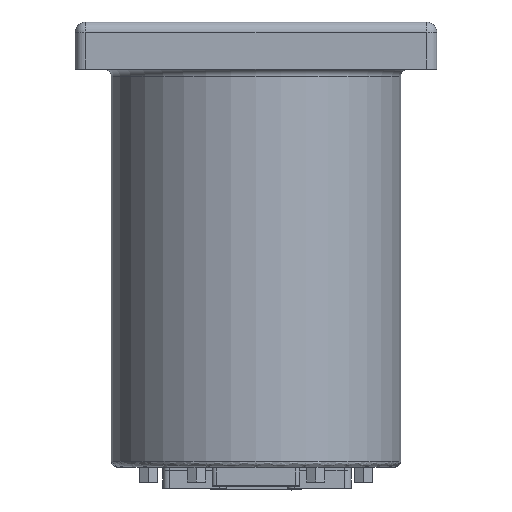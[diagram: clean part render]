
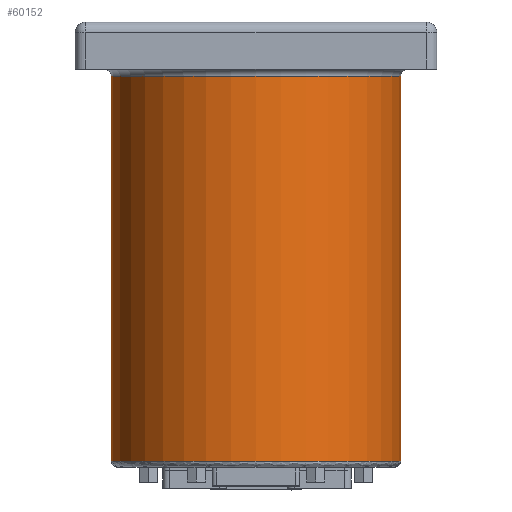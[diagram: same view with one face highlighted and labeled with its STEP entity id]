
A CAD part, front view. The second image highlights one B-rep face of the part: STEP entity #60152.
In plain terms, the highlighted cylindrical face has radius 40 mm (diameter 80 mm), a full revolution.
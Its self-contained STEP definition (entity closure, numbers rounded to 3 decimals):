
#52738 = TOROIDAL_SURFACE('',#52739,42.,2.);
#52739 = AXIS2_PLACEMENT_3D('',#52740,#52741,#52742);
#52740 = CARTESIAN_POINT('',(148.179,83.368,
    143.007));
#52741 = DIRECTION('',(0.,0.,1.));
#52742 = DIRECTION('',(1.,0.,0.));
#57113 = VERTEX_POINT('',#57114);
#57114 = CARTESIAN_POINT('',(188.179,83.368,
    143.007));
#57136 = EDGE_CURVE('',#57113,#57113,#57137,.T.);
#57137 = SURFACE_CURVE('',#57138,(#57143,#57150),.PCURVE_S1.);
#57138 = CIRCLE('',#57139,40.);
#57139 = AXIS2_PLACEMENT_3D('',#57140,#57141,#57142);
#57140 = CARTESIAN_POINT('',(148.179,83.368,
    143.007));
#57141 = DIRECTION('',(0.,0.,1.));
#57142 = DIRECTION('',(1.,0.,0.));
#57143 = PCURVE('',#52738,#57144);
#57144 = DEFINITIONAL_REPRESENTATION('',(#57145),#57149);
#57145 = LINE('',#57146,#57147);
#57146 = CARTESIAN_POINT('',(0.,3.142));
#57147 = VECTOR('',#57148,1.);
#57148 = DIRECTION('',(1.,0.));
#57149 = ( GEOMETRIC_REPRESENTATION_CONTEXT(2) 
PARAMETRIC_REPRESENTATION_CONTEXT() REPRESENTATION_CONTEXT('2D SPACE',''
  ) );
#57150 = PCURVE('',#57151,#57156);
#57151 = CYLINDRICAL_SURFACE('',#57152,40.);
#57152 = AXIS2_PLACEMENT_3D('',#57153,#57154,#57155);
#57153 = CARTESIAN_POINT('',(148.179,83.368,
    36.707));
#57154 = DIRECTION('',(0.,0.,1.));
#57155 = DIRECTION('',(1.,0.,0.));
#57156 = DEFINITIONAL_REPRESENTATION('',(#57157),#57161);
#57157 = LINE('',#57158,#57159);
#57158 = CARTESIAN_POINT('',(0.,106.3));
#57159 = VECTOR('',#57160,1.);
#57160 = DIRECTION('',(1.,0.));
#57161 = ( GEOMETRIC_REPRESENTATION_CONTEXT(2) 
PARAMETRIC_REPRESENTATION_CONTEXT() REPRESENTATION_CONTEXT('2D SPACE',''
  ) );
#60152 = ADVANCED_FACE('',(#60153),#57151,.T.);
#60153 = FACE_BOUND('',#60154,.T.);
#60154 = EDGE_LOOP('',(#60155,#60178,#60209,#60210));
#60155 = ORIENTED_EDGE('',*,*,#60156,.F.);
#60156 = EDGE_CURVE('',#60157,#57113,#60159,.T.);
#60157 = VERTEX_POINT('',#60158);
#60158 = CARTESIAN_POINT('',(188.179,83.368,
    36.707));
#60159 = SEAM_CURVE('',#60160,(#60164,#60171),.PCURVE_S1.);
#60160 = LINE('',#60161,#60162);
#60161 = CARTESIAN_POINT('',(188.179,83.368,
    36.707));
#60162 = VECTOR('',#60163,1.);
#60163 = DIRECTION('',(0.,0.,1.));
#60164 = PCURVE('',#57151,#60165);
#60165 = DEFINITIONAL_REPRESENTATION('',(#60166),#60170);
#60166 = LINE('',#60167,#60168);
#60167 = CARTESIAN_POINT('',(0.,0.));
#60168 = VECTOR('',#60169,1.);
#60169 = DIRECTION('',(0.,1.));
#60170 = ( GEOMETRIC_REPRESENTATION_CONTEXT(2) 
PARAMETRIC_REPRESENTATION_CONTEXT() REPRESENTATION_CONTEXT('2D SPACE',''
  ) );
#60171 = PCURVE('',#57151,#60172);
#60172 = DEFINITIONAL_REPRESENTATION('',(#60173),#60177);
#60173 = LINE('',#60174,#60175);
#60174 = CARTESIAN_POINT('',(6.283,0.));
#60175 = VECTOR('',#60176,1.);
#60176 = DIRECTION('',(0.,1.));
#60177 = ( GEOMETRIC_REPRESENTATION_CONTEXT(2) 
PARAMETRIC_REPRESENTATION_CONTEXT() REPRESENTATION_CONTEXT('2D SPACE',''
  ) );
#60178 = ORIENTED_EDGE('',*,*,#60179,.T.);
#60179 = EDGE_CURVE('',#60157,#60157,#60180,.T.);
#60180 = SURFACE_CURVE('',#60181,(#60186,#60193),.PCURVE_S1.);
#60181 = CIRCLE('',#60182,40.);
#60182 = AXIS2_PLACEMENT_3D('',#60183,#60184,#60185);
#60183 = CARTESIAN_POINT('',(148.179,83.368,
    36.707));
#60184 = DIRECTION('',(0.,0.,1.));
#60185 = DIRECTION('',(1.,0.,0.));
#60186 = PCURVE('',#57151,#60187);
#60187 = DEFINITIONAL_REPRESENTATION('',(#60188),#60192);
#60188 = LINE('',#60189,#60190);
#60189 = CARTESIAN_POINT('',(0.,0.));
#60190 = VECTOR('',#60191,1.);
#60191 = DIRECTION('',(1.,0.));
#60192 = ( GEOMETRIC_REPRESENTATION_CONTEXT(2) 
PARAMETRIC_REPRESENTATION_CONTEXT() REPRESENTATION_CONTEXT('2D SPACE',''
  ) );
#60193 = PCURVE('',#60194,#60203);
#60194 = SURFACE_OF_REVOLUTION('',#60195,#60200);
#60195 = CIRCLE('',#60196,1.7);
#60196 = AXIS2_PLACEMENT_3D('',#60197,#60198,#60199);
#60197 = CARTESIAN_POINT('',(186.479,83.368,
    36.707));
#60198 = DIRECTION('',(0.,1.,0.));
#60199 = DIRECTION('',(0.,0.,1.));
#60200 = AXIS1_PLACEMENT('',#60201,#60202);
#60201 = CARTESIAN_POINT('',(148.179,83.368,
    35.007));
#60202 = DIRECTION('',(0.,0.,1.));
#60203 = DEFINITIONAL_REPRESENTATION('',(#60204),#60208);
#60204 = LINE('',#60205,#60206);
#60205 = CARTESIAN_POINT('',(0.,1.571));
#60206 = VECTOR('',#60207,1.);
#60207 = DIRECTION('',(1.,0.));
#60208 = ( GEOMETRIC_REPRESENTATION_CONTEXT(2) 
PARAMETRIC_REPRESENTATION_CONTEXT() REPRESENTATION_CONTEXT('2D SPACE',''
  ) );
#60209 = ORIENTED_EDGE('',*,*,#60156,.T.);
#60210 = ORIENTED_EDGE('',*,*,#57136,.F.);
